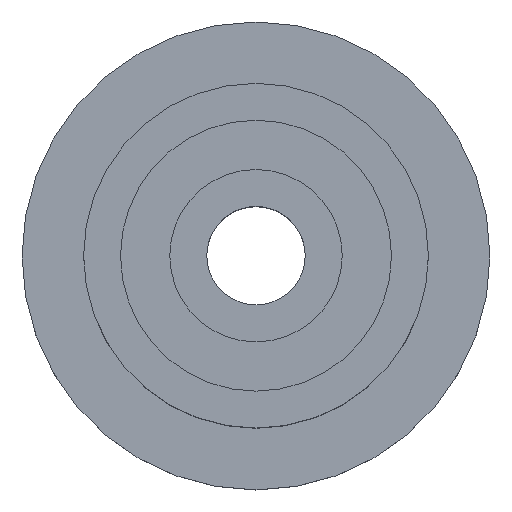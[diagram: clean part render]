
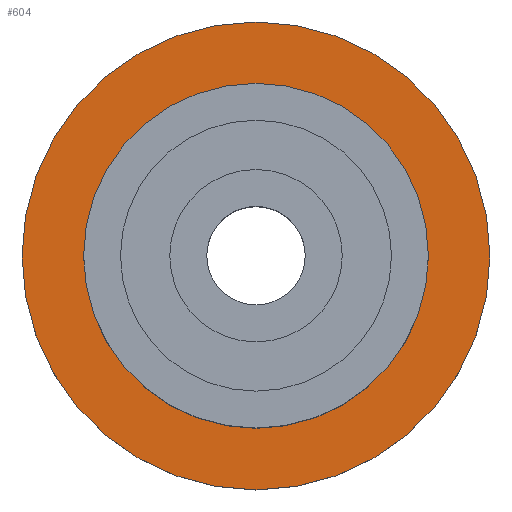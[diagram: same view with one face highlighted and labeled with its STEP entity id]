
A CAD part, top view. The second image highlights one B-rep face of the part: STEP entity #604.
In plain terms, the highlighted planar face has unit normal (0, 0, 1).
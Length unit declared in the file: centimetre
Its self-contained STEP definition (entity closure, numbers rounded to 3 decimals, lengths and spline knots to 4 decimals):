
#1 = DIRECTION ( 'NONE',  ( 1., 0., 0. ) ) ;
#12 = ORIENTED_EDGE ( 'NONE', *, *, #503, .F. ) ;
#14 = CIRCLE ( 'NONE', #386, 0.35 ) ;
#16 = AXIS2_PLACEMENT_3D ( 'NONE', #57, #597, #260 ) ;
#32 = CARTESIAN_POINT ( 'NONE',  ( 0., 0., 0.085 ) ) ;
#54 = DIRECTION ( 'NONE',  ( 1., 0., 0. ) ) ;
#57 = CARTESIAN_POINT ( 'NONE',  ( 0., 0., 0.085 ) ) ;
#60 = CARTESIAN_POINT ( 'NONE',  ( 0., 0., 0.085 ) ) ;
#78 = VERTEX_POINT ( 'NONE', #243 ) ;
#80 = ORIENTED_EDGE ( 'NONE', *, *, #293, .F. ) ;
#85 = CARTESIAN_POINT ( 'NONE',  ( -0.475, 0., 0.085 ) ) ;
#92 = CARTESIAN_POINT ( 'NONE',  ( 0., 0., 0.085 ) ) ;
#127 = PLANE ( 'NONE',  #141 ) ;
#141 = AXIS2_PLACEMENT_3D ( 'NONE', #92, #451, #641 ) ;
#145 = DIRECTION ( 'NONE',  ( 0., 0., 1. ) ) ;
#149 = CARTESIAN_POINT ( 'NONE',  ( 0., 0., 0.085 ) ) ;
#160 = EDGE_LOOP ( 'NONE', ( #80, #12 ) ) ;
#162 = CIRCLE ( 'NONE', #16, 0.475 ) ;
#164 = EDGE_CURVE ( 'NONE', #508, #270, #628, .T. ) ;
#181 = FACE_BOUND ( 'NONE', #160, .T. ) ;
#225 = CARTESIAN_POINT ( 'NONE',  ( 0.35, 0., 0.085 ) ) ;
#243 = CARTESIAN_POINT ( 'NONE',  ( -0.35, 0., 0.085 ) ) ;
#260 = DIRECTION ( 'NONE',  ( 1., 0., 0. ) ) ;
#270 = VERTEX_POINT ( 'NONE', #85 ) ;
#293 = EDGE_CURVE ( 'NONE', #78, #566, #14, .T. ) ;
#334 = FACE_OUTER_BOUND ( 'NONE', #518, .T. ) ;
#348 = DIRECTION ( 'NONE',  ( 1., 0., 0. ) ) ;
#349 = DIRECTION ( 'NONE',  ( 0., 0., 1. ) ) ;
#356 = AXIS2_PLACEMENT_3D ( 'NONE', #149, #349, #54 ) ;
#386 = AXIS2_PLACEMENT_3D ( 'NONE', #32, #145, #348 ) ;
#407 = CARTESIAN_POINT ( 'NONE',  ( 0.475, 0., 0.085 ) ) ;
#451 = DIRECTION ( 'NONE',  ( 0., 0., 1. ) ) ;
#456 = EDGE_CURVE ( 'NONE', #270, #508, #162, .T. ) ;
#459 = DIRECTION ( 'NONE',  ( 0., 0., 1. ) ) ;
#503 = EDGE_CURVE ( 'NONE', #566, #78, #534, .T. ) ;
#508 = VERTEX_POINT ( 'NONE', #407 ) ;
#511 = ORIENTED_EDGE ( 'NONE', *, *, #164, .T. ) ;
#518 = EDGE_LOOP ( 'NONE', ( #576, #511 ) ) ;
#534 = CIRCLE ( 'NONE', #572, 0.35 ) ;
#566 = VERTEX_POINT ( 'NONE', #225 ) ;
#572 = AXIS2_PLACEMENT_3D ( 'NONE', #60, #459, #1 ) ;
#576 = ORIENTED_EDGE ( 'NONE', *, *, #456, .T. ) ;
#597 = DIRECTION ( 'NONE',  ( 0., 0., 1. ) ) ;
#604 = ADVANCED_FACE ( 'NONE', ( #181, #334 ), #127, .T. ) ;
#628 = CIRCLE ( 'NONE', #356, 0.475 ) ;
#641 = DIRECTION ( 'NONE',  ( 1., 0., 0. ) ) ;
